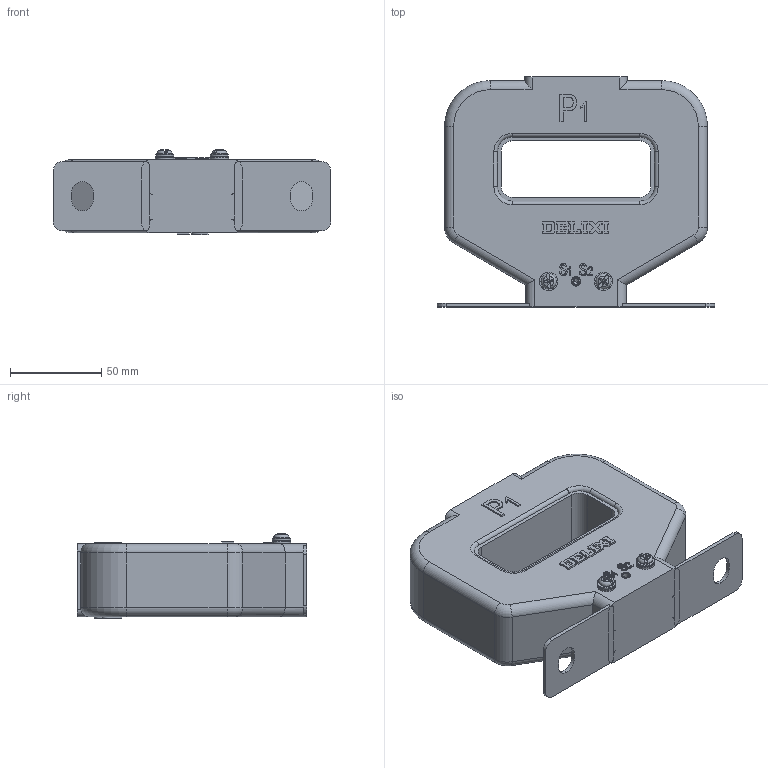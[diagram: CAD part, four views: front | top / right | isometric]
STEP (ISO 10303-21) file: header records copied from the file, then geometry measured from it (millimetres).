
FILE_DESCRIPTION (( 'STEP AP203' ), '1' );
FILE_NAME ('LMZJ1-0.5-750-1000装配体.STEP', '2025-03-14T11:36:40', ( '微软用户' ), ( '微软中国' ), 'SwSTEP 2.0', 'SolidWorks 2019', '' );
FILE_SCHEMA (( 'CONFIG_CONTROL_DESIGN' ));
Length unit declared in the file: millimetre
Products named in the file (7): 垫圈; LMZJ1-05-750-1000; 肣И璃5x8; LMZJ1-0.5-750-1000蚾饜极; 肣И璃4x5; 盓殤1000; 諉盄蹟佪3
Assembly tree (11 placements, depth 2):
  LMZJ1-0.5-750-1000蚾饜极
    LMZJ1-05-750-1000
    盓殤1000
    肣И璃4x5
    肣И璃5x8  x2
    垫圈  x4
    諉盄蹟佪3  x2
Bounding box: 152 x 126 x 46.63 mm (x, y, z)
Volume: 521716.2 mm3; surface area: 64617.3 mm2
Topology: 11 solids, 11 shells, 1168 faces, 3290 edges, 2169 vertices
Faces by surface type: plane 588, cylinder 476, bspline 50, torus 28, cone 18, sphere 8
Entity records: 31709 total; most frequent: CARTESIAN_POINT 8277, ORIENTED_EDGE 4828, DIRECTION 4670, EDGE_CURVE 2414, VERTEX_POINT 1597, LINE 1574, VECTOR 1574, AXIS2_PLACEMENT_3D 1548
